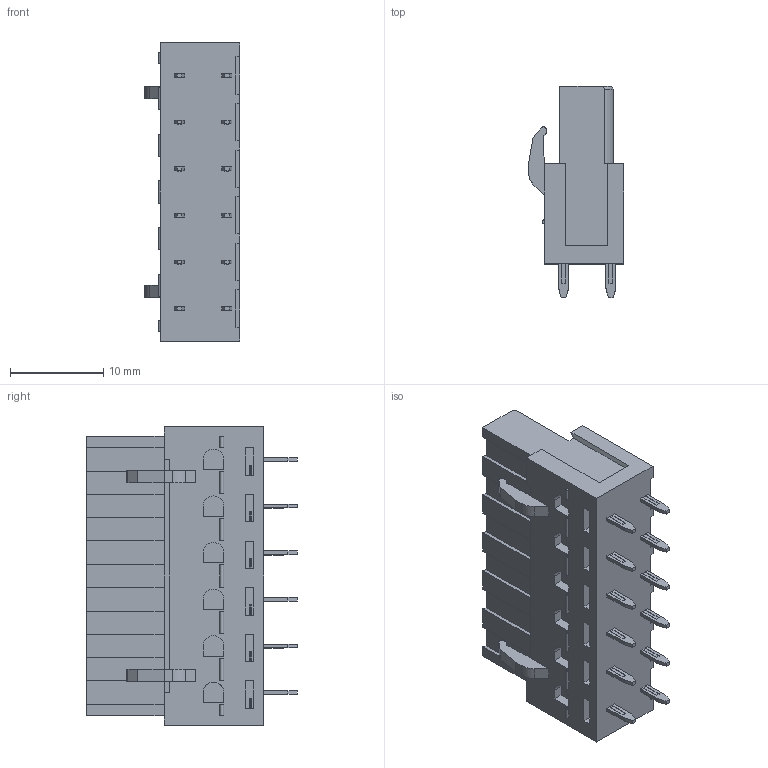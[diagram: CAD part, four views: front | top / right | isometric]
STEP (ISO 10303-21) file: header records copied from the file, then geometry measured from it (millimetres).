
FILE_DESCRIPTION( ('This file contains a STEP AP42 implementation' ,'as created by ZW3D STEP Interface translator.') ,'2;1' );
FILE_NAME( 'WJ2EDGB-5.0-06P-00A.stp' ,'231213.132815', (''), ('ZWCAD Software Co.'), 'Version 1.0', 'ZW3D to STEP translator', '' );
FILE_SCHEMA(('AUTOMOTIVE_DESIGN { 1 0 10303 214 1 1 1 1 }'));
Length unit declared in the file: millimetre
Products named in the file (2): 0; wj2edgb-500
Bounding box: 10.2 x 22.6 x 32 mm (x, y, z)
Volume: 3872.3 mm3; surface area: 2720.3 mm2
Topology: 1 solids, 25 shells, 571 faces, 1395 edges, 917 vertices
Faces by surface type: plane 472, bspline 57, cylinder 30, cone 12
Entity records: 18049 total; most frequent: CARTESIAN_POINT 4096, ORIENTED_EDGE 2790, DIRECTION 2580, EDGE_CURVE 1395, VECTOR 1214, LINE 1214, VERTEX_POINT 917, AXIS2_PLACEMENT_3D 683
